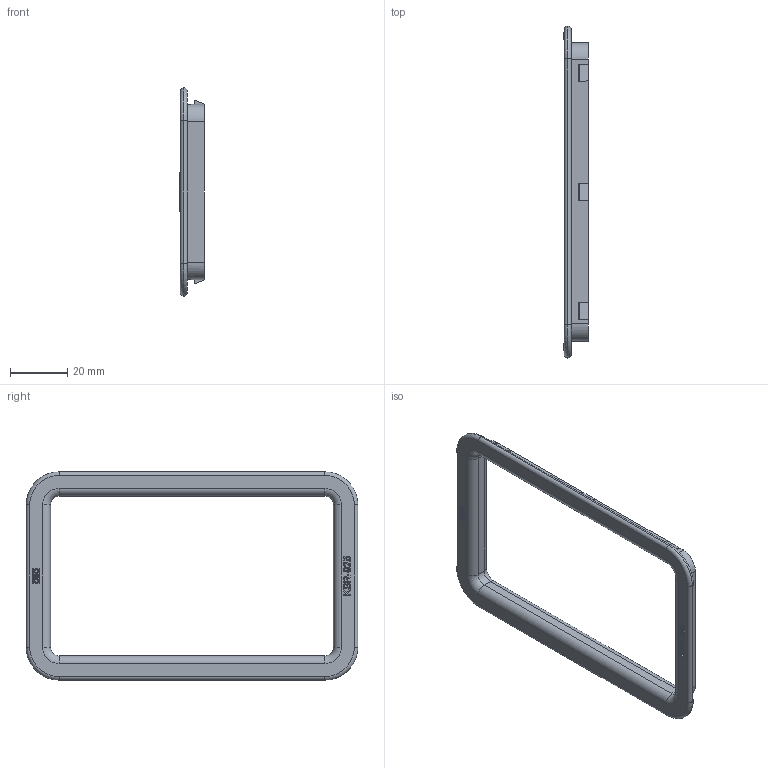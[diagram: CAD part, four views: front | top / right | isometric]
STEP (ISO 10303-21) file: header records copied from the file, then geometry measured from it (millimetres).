
FILE_DESCRIPTION((''),'2;1');
FILE_NAME('6066688','2013-09-17T',('AndreasKeweloh'),(''),'PRO/ENGINEER BY PARAMETRIC TECHNOLOGY CORPORATION, 2012360','PRO/ENGINEER BY PARAMETRIC TECHNOLOGY CORPORATION, 2012360','');
FILE_SCHEMA(('CONFIG_CONTROL_DESIGN'));
Length unit declared in the file: millimetre
Products named in the file (1): 6066688
Bounding box: 8.7 x 115.5 x 72.5 mm (x, y, z)
Volume: 10999.6 mm3; surface area: 10018.1 mm2
Topology: 1 solids, 1 shells, 253 faces, 663 edges, 430 vertices
Faces by surface type: plane 116, bspline 88, cylinder 24, torus 16, cone 8, extrusion 1
Entity records: 11927 total; most frequent: CARTESIAN_POINT 6264, ORIENTED_EDGE 1326, DIRECTION 861, EDGE_CURVE 663, VERTEX_POINT 430, VECTOR 381, LINE 380, EDGE_LOOP 273
